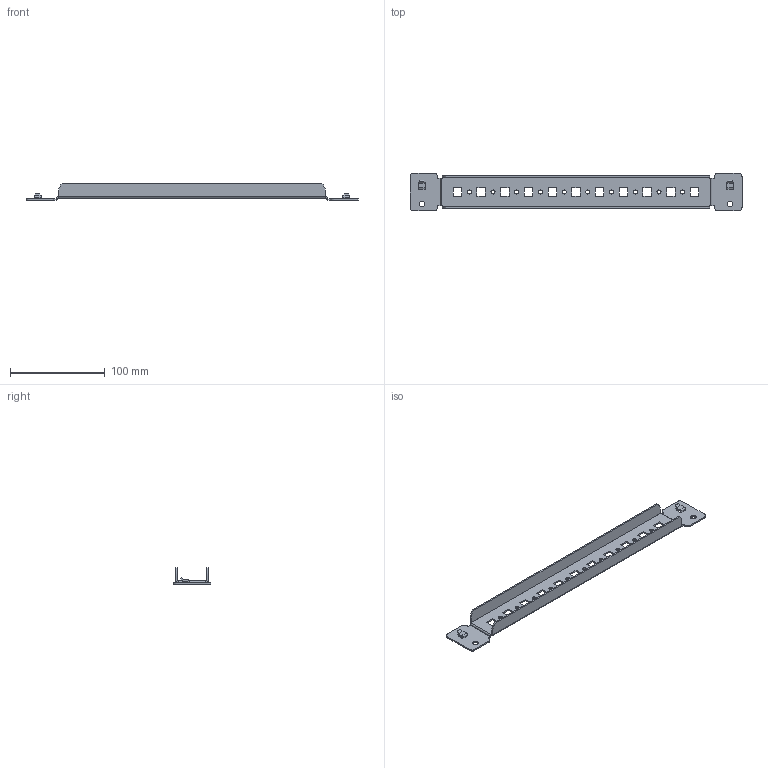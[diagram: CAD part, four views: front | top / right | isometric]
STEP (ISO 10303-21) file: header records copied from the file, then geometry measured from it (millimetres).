
FILE_DESCRIPTION (( 'STEP AP203' ), '1' );
FILE_NAME ('AC00C424.step', '2011-01-20T13:29:54', ( 'User' ), ( 'DKC' ), 'SwSTEP 2.0', 'SolidWorks 2010', '' );
FILE_SCHEMA (( 'CONFIG_CONTROL_DESIGN' ));
Length unit declared in the file: millimetre
Products named in the file (1): AC00C424
Bounding box: 350.02 x 40 x 17 mm (x, y, z)
Volume: 27883 mm3; surface area: 39452 mm2
Topology: 1 solids, 1 shells, 234 faces, 604 edges, 372 vertices
Faces by surface type: plane 154, cylinder 80
Entity records: 7193 total; most frequent: DIRECTION 1238, CARTESIAN_POINT 1211, ORIENTED_EDGE 1208, EDGE_CURVE 604, LINE 440, VECTOR 440, AXIS2_PLACEMENT_3D 399, VERTEX_POINT 372
